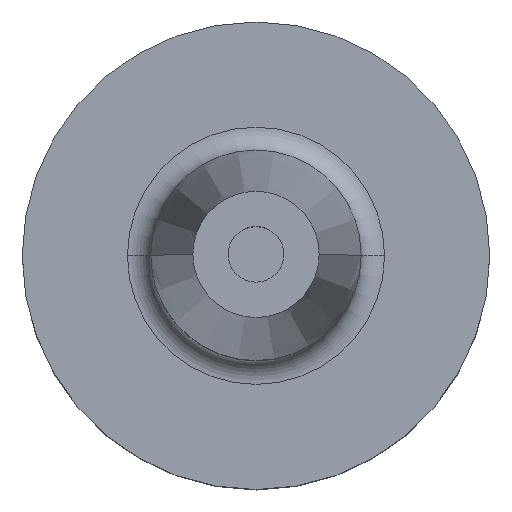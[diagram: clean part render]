
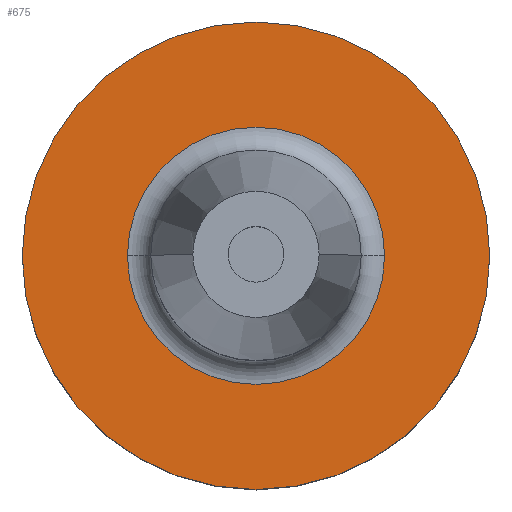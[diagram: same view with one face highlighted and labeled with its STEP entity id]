
A CAD part, top view. The second image highlights one B-rep face of the part: STEP entity #675.
In plain terms, the highlighted planar face has unit normal (0, 0, 1).
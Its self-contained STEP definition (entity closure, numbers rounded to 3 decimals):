
#95 = ORIENTED_EDGE ( 'NONE', *, *, #725, .T. ) ;
#143 = CARTESIAN_POINT ( 'NONE',  ( 0., 0., 20. ) ) ;
#156 = DIRECTION ( 'NONE',  ( 0., 0., -1. ) ) ;
#172 = DIRECTION ( 'NONE',  ( -1., 0., 0. ) ) ;
#203 = EDGE_LOOP ( 'NONE', ( #975, #327 ) ) ;
#248 = EDGE_LOOP ( 'NONE', ( #417, #95 ) ) ;
#262 = AXIS2_PLACEMENT_3D ( 'NONE', #500, #430, #412 ) ;
#309 = VERTEX_POINT ( 'NONE', #1176 ) ;
#317 = VERTEX_POINT ( 'NONE', #908 ) ;
#327 = ORIENTED_EDGE ( 'NONE', *, *, #1252, .F. ) ;
#408 = FACE_OUTER_BOUND ( 'NONE', #203, .T. ) ;
#412 = DIRECTION ( 'NONE',  ( -1., 0., 0. ) ) ;
#417 = ORIENTED_EDGE ( 'NONE', *, *, #965, .T. ) ;
#430 = DIRECTION ( 'NONE',  ( 0., 0., -1. ) ) ;
#467 = AXIS2_PLACEMENT_3D ( 'NONE', #977, #1076, #923 ) ;
#500 = CARTESIAN_POINT ( 'NONE',  ( 0., 0., 20. ) ) ;
#545 = DIRECTION ( 'NONE',  ( 0., 0., -1. ) ) ;
#547 = VERTEX_POINT ( 'NONE', #858 ) ;
#549 = DIRECTION ( 'NONE',  ( -1., 0., 0. ) ) ;
#619 = CIRCLE ( 'NONE', #1230, 20. ) ;
#675 = ADVANCED_FACE ( 'NONE', ( #677, #408 ), #1047, .F. ) ;
#677 = FACE_BOUND ( 'NONE', #248, .T. ) ;
#696 = CARTESIAN_POINT ( 'NONE',  ( 0., 0., 20. ) ) ;
#703 = DIRECTION ( 'NONE',  ( 0., 0., -1. ) ) ;
#707 = DIRECTION ( 'NONE',  ( -1., 0., 0. ) ) ;
#725 = EDGE_CURVE ( 'NONE', #1208, #547, #1070, .T. ) ;
#810 = CIRCLE ( 'NONE', #467, 20. ) ;
#835 = CARTESIAN_POINT ( 'NONE',  ( 11., 0., 20. ) ) ;
#850 = AXIS2_PLACEMENT_3D ( 'NONE', #143, #156, #172 ) ;
#857 = CIRCLE ( 'NONE', #850, 11. ) ;
#858 = CARTESIAN_POINT ( 'NONE',  ( -11., 0., 20. ) ) ;
#908 = CARTESIAN_POINT ( 'NONE',  ( -20., 0., 20. ) ) ;
#923 = DIRECTION ( 'NONE',  ( -1., 0., 0. ) ) ;
#965 = EDGE_CURVE ( 'NONE', #547, #1208, #857, .T. ) ;
#975 = ORIENTED_EDGE ( 'NONE', *, *, #1182, .F. ) ;
#977 = CARTESIAN_POINT ( 'NONE',  ( 0., 0., 20. ) ) ;
#1047 = PLANE ( 'NONE',  #1241 ) ;
#1070 = CIRCLE ( 'NONE', #262, 11. ) ;
#1076 = DIRECTION ( 'NONE',  ( 0., 0., -1. ) ) ;
#1170 = CARTESIAN_POINT ( 'NONE',  ( 0., 20., 20. ) ) ;
#1176 = CARTESIAN_POINT ( 'NONE',  ( 20., 0., 20. ) ) ;
#1182 = EDGE_CURVE ( 'NONE', #317, #309, #619, .T. ) ;
#1208 = VERTEX_POINT ( 'NONE', #835 ) ;
#1230 = AXIS2_PLACEMENT_3D ( 'NONE', #696, #703, #707 ) ;
#1241 = AXIS2_PLACEMENT_3D ( 'NONE', #1170, #545, #549 ) ;
#1252 = EDGE_CURVE ( 'NONE', #309, #317, #810, .T. ) ;
